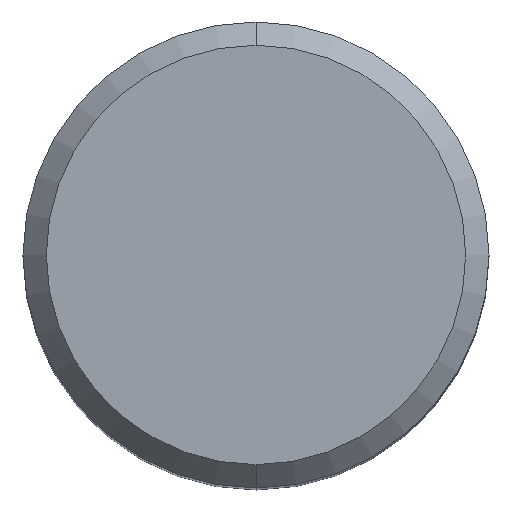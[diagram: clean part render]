
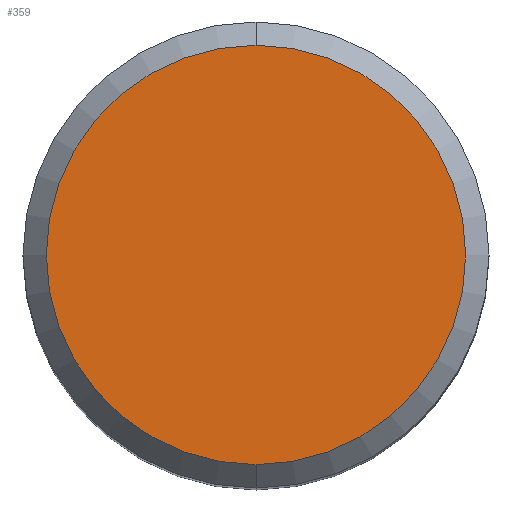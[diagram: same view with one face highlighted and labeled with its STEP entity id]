
A CAD part, top view. The second image highlights one B-rep face of the part: STEP entity #359.
In plain terms, the highlighted planar face has unit normal (0, 0, 1).
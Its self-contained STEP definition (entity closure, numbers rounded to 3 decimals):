
#295=VERTEX_POINT('',#606);
#319=EDGE_CURVE('',#375,#295,#630,.T.);
#359=ADVANCED_FACE('',(#676),#677,.T.);
#375=VERTEX_POINT('',#693);
#403=EDGE_CURVE('',#295,#375,#724,.T.);
#606=CARTESIAN_POINT('',(0.0,9.0,0.0));
#630=CIRCLE('',#1273,9.0);
#676=FACE_OUTER_BOUND('',#1351,.T.);
#677=PLANE('',#1352);
#693=CARTESIAN_POINT('',(0.,-9.0,0.0));
#724=CIRCLE('',#1442,9.0);
#1273=AXIS2_PLACEMENT_3D('',#1733,#1734,#1735);
#1351=EDGE_LOOP('',(#1809,#1810));
#1352=AXIS2_PLACEMENT_3D('',#1811,#1812,#1813);
#1442=AXIS2_PLACEMENT_3D('',#1857,#1858,#1859);
#1733=CARTESIAN_POINT('',(0.0,0.0,0.0));
#1734=DIRECTION('',(0.0,0.0,-1.0));
#1735=DIRECTION('',(0.0,1.0,0.0));
#1809=ORIENTED_EDGE('',*,*,#403,.F.);
#1810=ORIENTED_EDGE('',*,*,#319,.F.);
#1811=CARTESIAN_POINT('',(0.0,4.5,0.0));
#1812=DIRECTION('',(-0.0,0.0,1.0));
#1813=DIRECTION('',(0.0,-1.0,0.0));
#1857=CARTESIAN_POINT('',(0.0,0.0,0.0));
#1858=DIRECTION('',(0.0,0.0,-1.0));
#1859=DIRECTION('',(0.0,1.0,0.0));
